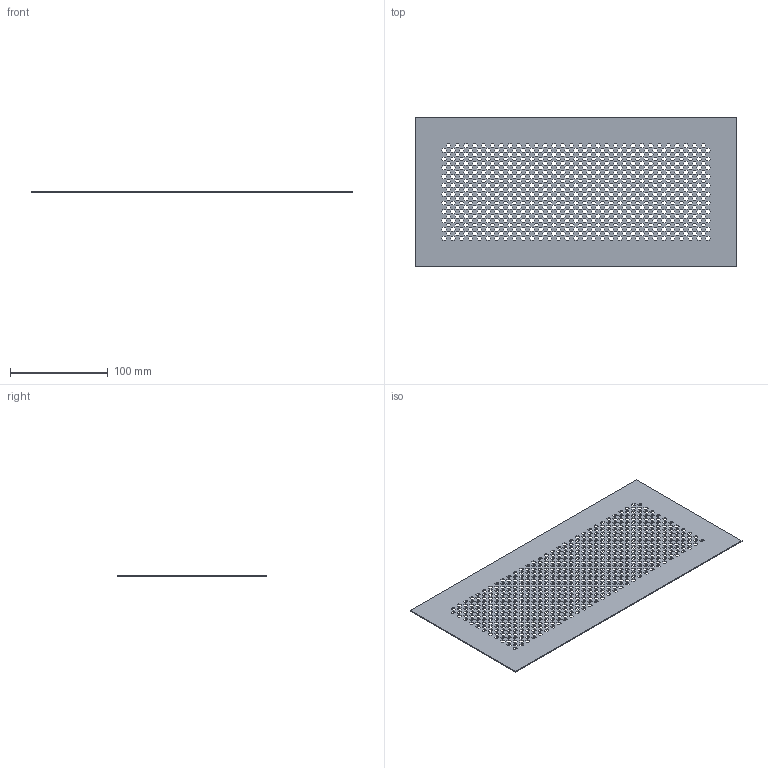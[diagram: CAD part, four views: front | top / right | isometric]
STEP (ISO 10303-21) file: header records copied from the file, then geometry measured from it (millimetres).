
FILE_DESCRIPTION(/* description */ (''),/* implementation_level */ '2;1');
FILE_NAME(/* name */ '1009967_3D.stp',/* time_stamp */ '2022-09-16T07:06:44+02:00',/* author */ ('kotzmaier'),/* organization */ ('Fa. Bopla'),/* preprocessor_version */ 'ST-DEVELOPER v18.1',/* originating_system */ 'Autodesk Inventor 2022',/* authorisation */ '');
FILE_SCHEMA (('AUTOMOTIVE_DESIGN { 1 0 10303 214 3 1 1 }'));
Products named in the file (1): 1009967_3D
Bounding box: 327.52 x 153 x 1 mm (x, y, z)
Volume: 40812.9 mm3; surface area: 91884.5 mm2
Topology: 1 solids, 1 shells, 4032 faces, 12090 edges, 8060 vertices
Faces by surface type: plane 4032
Entity records: 135741 total; most frequent: CARTESIAN_POINT 24183, ORIENTED_EDGE 24180, DIRECTION 20156, LINE 12090, VECTOR 12090, EDGE_CURVE 12090, VERTEX_POINT 8060, EDGE_LOOP 5374
